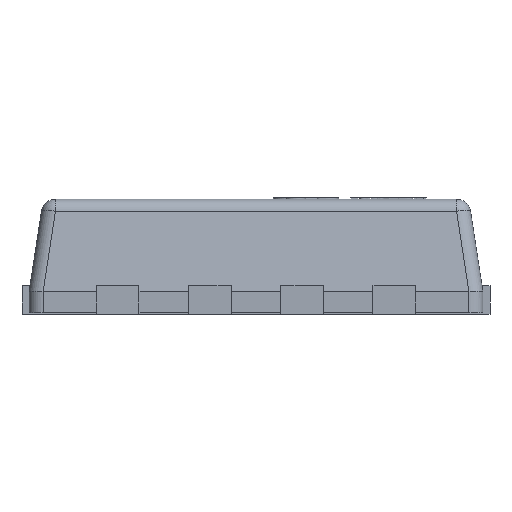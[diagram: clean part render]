
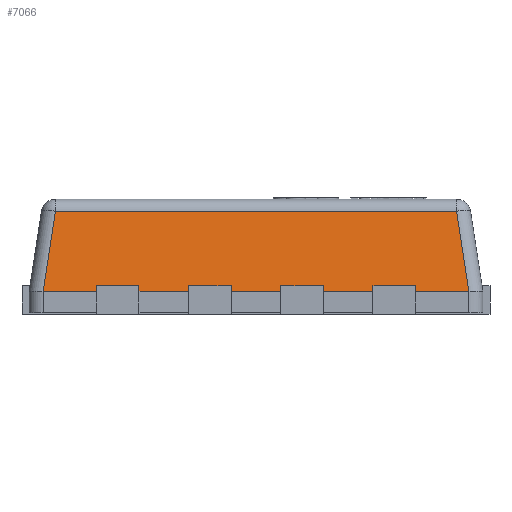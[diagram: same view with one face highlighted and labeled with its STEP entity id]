
A CAD part, front view. The second image highlights one B-rep face of the part: STEP entity #7066.
In plain terms, the highlighted planar face has unit normal (0, -0.988, 0.152).
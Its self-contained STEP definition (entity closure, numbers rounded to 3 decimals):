
#176=ELLIPSE('',#7515,0.658,0.1);
#177=ELLIPSE('',#7516,0.658,0.1);
#421=PLANE('',#7514);
#674=FACE_OUTER_BOUND('',#1074,.T.);
#1074=EDGE_LOOP('',(#5133,#5134,#5135,#5136,#5137,#5138,#5139,#5140,#5141,
#5142,#5143,#5144,#5145,#5146,#5147,#5148,#5149,#5150,#5151,#5152,#5153,
#5154));
#1680=LINE('',#10419,#2470);
#1684=LINE('',#10426,#2474);
#1685=LINE('',#10429,#2475);
#1686=LINE('',#10431,#2476);
#1687=LINE('',#10432,#2477);
#1688=LINE('',#10436,#2478);
#1689=LINE('',#10438,#2479);
#1690=LINE('',#10440,#2480);
#1691=LINE('',#10444,#2481);
#1692=LINE('',#10446,#2482);
#1693=LINE('',#10448,#2483);
#1694=LINE('',#10450,#2484);
#1695=LINE('',#10452,#2485);
#1696=LINE('',#10454,#2486);
#1697=LINE('',#10456,#2487);
#1698=LINE('',#10458,#2488);
#1699=LINE('',#10460,#2489);
#1700=LINE('',#10462,#2490);
#1701=LINE('',#10464,#2491);
#1702=LINE('',#10465,#2492);
#2470=VECTOR('',#8204,1.);
#2474=VECTOR('',#8210,1.);
#2475=VECTOR('',#8213,1.);
#2476=VECTOR('',#8214,1.);
#2477=VECTOR('',#8215,1.);
#2478=VECTOR('',#8218,1.);
#2479=VECTOR('',#8219,1.);
#2480=VECTOR('',#8220,1.);
#2481=VECTOR('',#8223,1.);
#2482=VECTOR('',#8224,1.);
#2483=VECTOR('',#8225,1.);
#2484=VECTOR('',#8226,1.);
#2485=VECTOR('',#8227,1.);
#2486=VECTOR('',#8228,1.);
#2487=VECTOR('',#8229,1.);
#2488=VECTOR('',#8230,1.);
#2489=VECTOR('',#8231,1.);
#2490=VECTOR('',#8232,1.);
#2491=VECTOR('',#8233,1.);
#2492=VECTOR('',#8234,1.);
#3362=VERTEX_POINT('',#10416);
#3363=VERTEX_POINT('',#10418);
#3364=VERTEX_POINT('',#10422);
#3365=VERTEX_POINT('',#10424);
#3366=VERTEX_POINT('',#10428);
#3367=VERTEX_POINT('',#10430);
#3368=VERTEX_POINT('',#10433);
#3369=VERTEX_POINT('',#10435);
#3370=VERTEX_POINT('',#10437);
#3371=VERTEX_POINT('',#10439);
#3372=VERTEX_POINT('',#10441);
#3373=VERTEX_POINT('',#10443);
#3374=VERTEX_POINT('',#10445);
#3375=VERTEX_POINT('',#10447);
#3376=VERTEX_POINT('',#10449);
#3377=VERTEX_POINT('',#10451);
#3378=VERTEX_POINT('',#10453);
#3379=VERTEX_POINT('',#10455);
#3380=VERTEX_POINT('',#10457);
#3381=VERTEX_POINT('',#10459);
#3382=VERTEX_POINT('',#10461);
#3383=VERTEX_POINT('',#10463);
#4068=EDGE_CURVE('',#3362,#3363,#1680,.T.);
#4072=EDGE_CURVE('',#3365,#3364,#1684,.T.);
#4073=EDGE_CURVE('',#3362,#3366,#1685,.T.);
#4074=EDGE_CURVE('',#3366,#3367,#1686,.T.);
#4075=EDGE_CURVE('',#3367,#3364,#1687,.T.);
#4076=EDGE_CURVE('',#3365,#3368,#176,.T.);
#4077=EDGE_CURVE('',#3368,#3369,#1688,.T.);
#4078=EDGE_CURVE('',#3369,#3370,#1689,.T.);
#4079=EDGE_CURVE('',#3370,#3371,#1690,.T.);
#4080=EDGE_CURVE('',#3371,#3372,#177,.T.);
#4081=EDGE_CURVE('',#3373,#3372,#1691,.T.);
#4082=EDGE_CURVE('',#3373,#3374,#1692,.T.);
#4083=EDGE_CURVE('',#3374,#3375,#1693,.T.);
#4084=EDGE_CURVE('',#3375,#3376,#1694,.T.);
#4085=EDGE_CURVE('',#3377,#3376,#1695,.T.);
#4086=EDGE_CURVE('',#3377,#3378,#1696,.T.);
#4087=EDGE_CURVE('',#3378,#3379,#1697,.T.);
#4088=EDGE_CURVE('',#3379,#3380,#1698,.T.);
#4089=EDGE_CURVE('',#3381,#3380,#1699,.T.);
#4090=EDGE_CURVE('',#3381,#3382,#1700,.T.);
#4091=EDGE_CURVE('',#3382,#3383,#1701,.T.);
#4092=EDGE_CURVE('',#3383,#3363,#1702,.T.);
#5133=ORIENTED_EDGE('',*,*,#4068,.F.);
#5134=ORIENTED_EDGE('',*,*,#4073,.T.);
#5135=ORIENTED_EDGE('',*,*,#4074,.T.);
#5136=ORIENTED_EDGE('',*,*,#4075,.T.);
#5137=ORIENTED_EDGE('',*,*,#4072,.F.);
#5138=ORIENTED_EDGE('',*,*,#4076,.T.);
#5139=ORIENTED_EDGE('',*,*,#4077,.T.);
#5140=ORIENTED_EDGE('',*,*,#4078,.T.);
#5141=ORIENTED_EDGE('',*,*,#4079,.T.);
#5142=ORIENTED_EDGE('',*,*,#4080,.T.);
#5143=ORIENTED_EDGE('',*,*,#4081,.F.);
#5144=ORIENTED_EDGE('',*,*,#4082,.T.);
#5145=ORIENTED_EDGE('',*,*,#4083,.T.);
#5146=ORIENTED_EDGE('',*,*,#4084,.T.);
#5147=ORIENTED_EDGE('',*,*,#4085,.F.);
#5148=ORIENTED_EDGE('',*,*,#4086,.T.);
#5149=ORIENTED_EDGE('',*,*,#4087,.T.);
#5150=ORIENTED_EDGE('',*,*,#4088,.T.);
#5151=ORIENTED_EDGE('',*,*,#4089,.F.);
#5152=ORIENTED_EDGE('',*,*,#4090,.T.);
#5153=ORIENTED_EDGE('',*,*,#4091,.T.);
#5154=ORIENTED_EDGE('',*,*,#4092,.T.);
#7066=ADVANCED_FACE('',(#674),#421,.F.);
#7514=AXIS2_PLACEMENT_3D('',#10427,#8211,#8212);
#7515=AXIS2_PLACEMENT_3D('',#10434,#8216,#8217);
#7516=AXIS2_PLACEMENT_3D('',#10442,#8221,#8222);
#8204=DIRECTION('',(-1.,0.,0.));
#8210=DIRECTION('',(-1.,0.,0.));
#8211=DIRECTION('center_axis',(0.,0.988,-0.152));
#8212=DIRECTION('ref_axis',(1.,0.,0.));
#8213=DIRECTION('',(0.,0.152,0.988));
#8214=DIRECTION('',(1.,0.,0.));
#8215=DIRECTION('',(0.,-0.152,-0.988));
#8216=DIRECTION('center_axis',(0.,-0.988,
0.152));
#8217=DIRECTION('ref_axis',(0.,-0.152,-0.988));
#8218=DIRECTION('',(-0.15,0.15,0.977));
#8219=DIRECTION('',(-1.,0.,0.));
#8220=DIRECTION('',(-0.15,-0.15,-0.977));
#8221=DIRECTION('center_axis',(0.,-0.988,
0.152));
#8222=DIRECTION('ref_axis',(0.,-0.152,-0.988));
#8223=DIRECTION('',(-1.,0.,0.));
#8224=DIRECTION('',(0.,0.152,0.988));
#8225=DIRECTION('',(1.,0.,0.));
#8226=DIRECTION('',(0.,-0.152,-0.988));
#8227=DIRECTION('',(-1.,0.,0.));
#8228=DIRECTION('',(0.,0.152,0.988));
#8229=DIRECTION('',(1.,0.,0.));
#8230=DIRECTION('',(0.,-0.152,-0.988));
#8231=DIRECTION('',(-1.,0.,0.));
#8232=DIRECTION('',(0.,0.152,0.988));
#8233=DIRECTION('',(1.,0.,0.));
#8234=DIRECTION('',(0.,-0.152,-0.988));
#10416=CARTESIAN_POINT('',(0.825,-1.486,0.16));
#10418=CARTESIAN_POINT('',(0.475,-1.486,0.16));
#10419=CARTESIAN_POINT('',(-1.6,-1.486,0.16));
#10422=CARTESIAN_POINT('',(1.125,-1.486,0.16));
#10424=CARTESIAN_POINT('',(1.5,-1.486,0.16));
#10426=CARTESIAN_POINT('',(-1.6,-1.486,0.16));
#10427=CARTESIAN_POINT('Origin',(0.,-1.386,0.81));
#10428=CARTESIAN_POINT('',(0.825,-1.48,0.2));
#10429=CARTESIAN_POINT('',(0.825,-1.386,0.81));
#10430=CARTESIAN_POINT('',(1.125,-1.48,0.2));
#10431=CARTESIAN_POINT('',(0.,-1.48,0.2));
#10432=CARTESIAN_POINT('',(1.125,-1.386,0.81));
#10433=CARTESIAN_POINT('',(1.501,-1.486,0.16));
#10434=CARTESIAN_POINT('Origin',(1.5,-1.386,0.81));
#10435=CARTESIAN_POINT('',(1.414,-1.4,0.725));
#10436=CARTESIAN_POINT('',(1.369,-1.355,1.016));
#10437=CARTESIAN_POINT('',(-1.414,-1.4,0.725));
#10438=CARTESIAN_POINT('',(-1.5,-1.4,0.725));
#10439=CARTESIAN_POINT('',(-1.501,-1.486,0.16));
#10440=CARTESIAN_POINT('',(-1.369,-1.355,1.016));
#10441=CARTESIAN_POINT('',(-1.5,-1.486,0.16));
#10442=CARTESIAN_POINT('Origin',(-1.5,-1.386,0.81));
#10443=CARTESIAN_POINT('',(-1.125,-1.486,0.16));
#10444=CARTESIAN_POINT('',(-1.6,-1.486,0.16));
#10445=CARTESIAN_POINT('',(-1.125,-1.48,0.2));
#10446=CARTESIAN_POINT('',(-1.125,-1.386,0.81));
#10447=CARTESIAN_POINT('',(-0.825,-1.48,0.2));
#10448=CARTESIAN_POINT('',(0.,-1.48,0.2));
#10449=CARTESIAN_POINT('',(-0.825,-1.486,0.16));
#10450=CARTESIAN_POINT('',(-0.825,-1.386,0.81));
#10451=CARTESIAN_POINT('',(-0.475,-1.486,0.16));
#10452=CARTESIAN_POINT('',(-1.6,-1.486,0.16));
#10453=CARTESIAN_POINT('',(-0.475,-1.48,0.2));
#10454=CARTESIAN_POINT('',(-0.475,-1.386,0.81));
#10455=CARTESIAN_POINT('',(-0.175,-1.48,0.2));
#10456=CARTESIAN_POINT('',(0.,-1.48,0.2));
#10457=CARTESIAN_POINT('',(-0.175,-1.486,0.16));
#10458=CARTESIAN_POINT('',(-0.175,-1.386,0.81));
#10459=CARTESIAN_POINT('',(0.175,-1.486,0.16));
#10460=CARTESIAN_POINT('',(-1.6,-1.486,0.16));
#10461=CARTESIAN_POINT('',(0.175,-1.48,0.2));
#10462=CARTESIAN_POINT('',(0.175,-1.386,0.81));
#10463=CARTESIAN_POINT('',(0.475,-1.48,0.2));
#10464=CARTESIAN_POINT('',(0.,-1.48,0.2));
#10465=CARTESIAN_POINT('',(0.475,-1.386,0.81));
